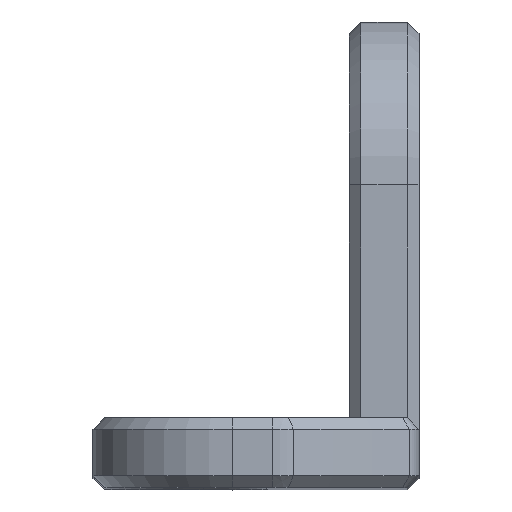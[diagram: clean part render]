
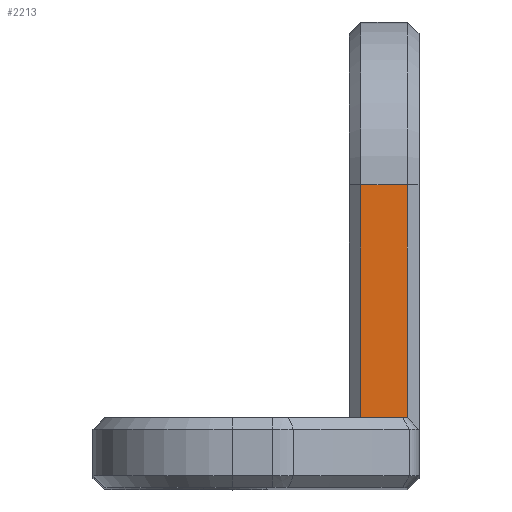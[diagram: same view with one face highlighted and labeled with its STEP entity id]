
A CAD part, top view. The second image highlights one B-rep face of the part: STEP entity #2213.
In plain terms, the highlighted planar face has unit normal (0, 0, 1).
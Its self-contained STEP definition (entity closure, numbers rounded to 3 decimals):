
#70 = DIRECTION ( 'NONE',  ( 0., 1., 0. ) ) ;
#105 = AXIS2_PLACEMENT_3D ( 'NONE', #2054, #342, #743 ) ;
#271 = CARTESIAN_POINT ( 'NONE',  ( 14.5, 0., 28.5 ) ) ;
#330 = PLANE ( 'NONE',  #105 ) ;
#342 = DIRECTION ( 'NONE',  ( 0., 0., -1. ) ) ;
#438 = EDGE_CURVE ( 'NONE', #2025, #864, #818, .T. ) ;
#509 = VERTEX_POINT ( 'NONE', #2333 ) ;
#539 = ORIENTED_EDGE ( 'NONE', *, *, #1394, .T. ) ;
#651 = ORIENTED_EDGE ( 'NONE', *, *, #1894, .F. ) ;
#671 = LINE ( 'NONE', #271, #1706 ) ;
#743 = DIRECTION ( 'NONE',  ( -1., 0., 0. ) ) ;
#750 = LINE ( 'NONE', #1501, #2259 ) ;
#818 = LINE ( 'NONE', #2360, #1841 ) ;
#864 = VERTEX_POINT ( 'NONE', #2435 ) ;
#1071 = CARTESIAN_POINT ( 'NONE',  ( 12.5, -12., 28.5 ) ) ;
#1160 = EDGE_CURVE ( 'NONE', #509, #1752, #750, .T. ) ;
#1202 = ORIENTED_EDGE ( 'NONE', *, *, #1160, .F. ) ;
#1297 = FACE_OUTER_BOUND ( 'NONE', #2098, .T. ) ;
#1394 = EDGE_CURVE ( 'NONE', #864, #1752, #671, .T. ) ;
#1501 = CARTESIAN_POINT ( 'NONE',  ( 90.027, -2., 28.5 ) ) ;
#1595 = ORIENTED_EDGE ( 'NONE', *, *, #438, .T. ) ;
#1666 = CARTESIAN_POINT ( 'NONE',  ( 14.5, -2., 28.5 ) ) ;
#1706 = VECTOR ( 'NONE', #2032, 1000. ) ;
#1752 = VERTEX_POINT ( 'NONE', #1666 ) ;
#1778 = VECTOR ( 'NONE', #70, 1000. ) ;
#1841 = VECTOR ( 'NONE', #2157, 1000. ) ;
#1894 = EDGE_CURVE ( 'NONE', #2025, #509, #2043, .T. ) ;
#2025 = VERTEX_POINT ( 'NONE', #1071 ) ;
#2032 = DIRECTION ( 'NONE',  ( 0., 1., 0. ) ) ;
#2043 = LINE ( 'NONE', #2397, #1778 ) ;
#2054 = CARTESIAN_POINT ( 'NONE',  ( 90.027, 0., 28.5 ) ) ;
#2098 = EDGE_LOOP ( 'NONE', ( #539, #1202, #651, #1595 ) ) ;
#2157 = DIRECTION ( 'NONE',  ( 1., 0., 0. ) ) ;
#2213 = ADVANCED_FACE ( 'NONE', ( #1297 ), #330, .F. ) ;
#2259 = VECTOR ( 'NONE', #2261, 1000. ) ;
#2261 = DIRECTION ( 'NONE',  ( 1., 0., 0. ) ) ;
#2333 = CARTESIAN_POINT ( 'NONE',  ( 12.5, -2., 28.5 ) ) ;
#2360 = CARTESIAN_POINT ( 'NONE',  ( 0., -12., 28.5 ) ) ;
#2397 = CARTESIAN_POINT ( 'NONE',  ( 12.5, 0., 28.5 ) ) ;
#2435 = CARTESIAN_POINT ( 'NONE',  ( 14.5, -12., 28.5 ) ) ;
